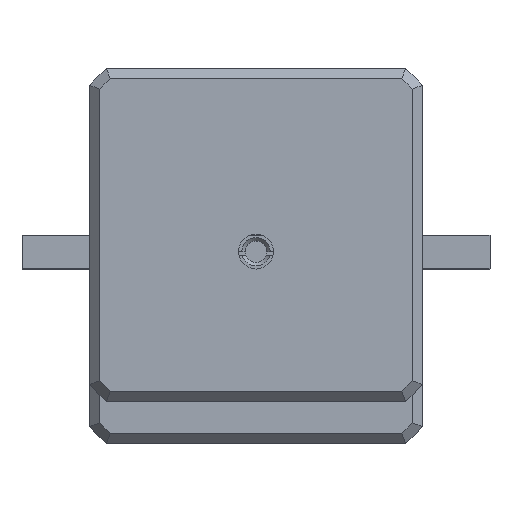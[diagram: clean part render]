
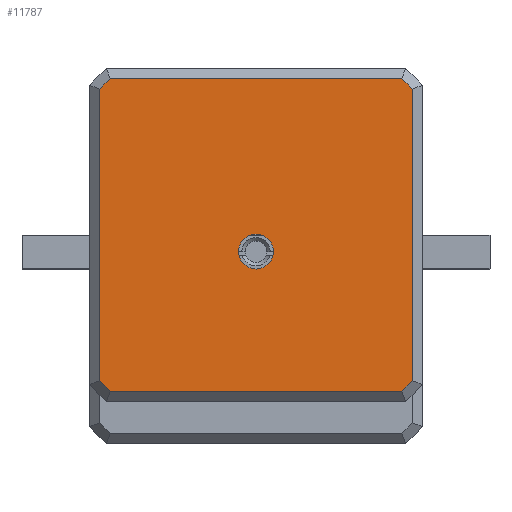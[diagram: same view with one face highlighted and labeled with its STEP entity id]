
A CAD part, top view. The second image highlights one B-rep face of the part: STEP entity #11787.
In plain terms, the highlighted planar face has unit normal (0, 0, 1).
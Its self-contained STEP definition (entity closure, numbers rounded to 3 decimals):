
#320=FACE_BOUND('',#2066,.T.);
#720=PLANE('',#12957);
#1341=FACE_OUTER_BOUND('',#2065,.T.);
#2065=EDGE_LOOP('',(#10847,#10848,#10849,#10850,#10851,#10852,#10853,#10854));
#2066=EDGE_LOOP('',(#10855));
#3207=LINE('',#19536,#4431);
#3211=LINE('',#19545,#4435);
#3213=LINE('',#19550,#4437);
#3219=LINE('',#19563,#4443);
#3221=LINE('',#19566,#4445);
#3224=LINE('',#19570,#4448);
#3225=LINE('',#19572,#4449);
#3228=LINE('',#19576,#4452);
#4431=VECTOR('',#16112,10.);
#4435=VECTOR('',#16118,10.);
#4437=VECTOR('',#16122,10.);
#4443=VECTOR('',#16130,10.);
#4445=VECTOR('',#16134,10.);
#4448=VECTOR('',#16139,10.);
#4449=VECTOR('',#16142,10.);
#4452=VECTOR('',#16147,10.);
#5013=CIRCLE('',#12943,5.25);
#6025=VERTEX_POINT('',#19524);
#6029=VERTEX_POINT('',#19533);
#6030=VERTEX_POINT('',#19535);
#6033=VERTEX_POINT('',#19542);
#6034=VERTEX_POINT('',#19544);
#6035=VERTEX_POINT('',#19548);
#6036=VERTEX_POINT('',#19549);
#6041=VERTEX_POINT('',#19560);
#6042=VERTEX_POINT('',#19562);
#7634=EDGE_CURVE('',#6025,#6025,#5013,.T.);
#7639=EDGE_CURVE('',#6029,#6030,#3207,.T.);
#7643=EDGE_CURVE('',#6033,#6034,#3211,.T.);
#7645=EDGE_CURVE('',#6035,#6036,#3213,.T.);
#7651=EDGE_CURVE('',#6041,#6042,#3219,.T.);
#7653=EDGE_CURVE('',#6036,#6041,#3221,.T.);
#7656=EDGE_CURVE('',#6042,#6033,#3224,.T.);
#7657=EDGE_CURVE('',#6030,#6035,#3225,.T.);
#7660=EDGE_CURVE('',#6034,#6029,#3228,.T.);
#10847=ORIENTED_EDGE('',*,*,#7651,.F.);
#10848=ORIENTED_EDGE('',*,*,#7653,.F.);
#10849=ORIENTED_EDGE('',*,*,#7645,.F.);
#10850=ORIENTED_EDGE('',*,*,#7657,.F.);
#10851=ORIENTED_EDGE('',*,*,#7639,.F.);
#10852=ORIENTED_EDGE('',*,*,#7660,.F.);
#10853=ORIENTED_EDGE('',*,*,#7643,.F.);
#10854=ORIENTED_EDGE('',*,*,#7656,.F.);
#10855=ORIENTED_EDGE('',*,*,#7634,.T.);
#11787=ADVANCED_FACE('',(#1341,#320),#720,.T.);
#12943=AXIS2_PLACEMENT_3D('',#19525,#16103,#16104);
#12957=AXIS2_PLACEMENT_3D('',#19595,#16165,#16166);
#16103=DIRECTION('center_axis',(0.,0.,-1.));
#16104=DIRECTION('ref_axis',(-1.,0.,0.));
#16112=DIRECTION('',(0.,-1.,0.));
#16118=DIRECTION('',(1.,0.,0.));
#16122=DIRECTION('',(-1.,0.,0.));
#16130=DIRECTION('',(0.,1.,0.));
#16134=DIRECTION('',(-0.707,0.707,0.));
#16139=DIRECTION('',(0.707,0.707,0.));
#16142=DIRECTION('',(-0.707,-0.707,0.));
#16147=DIRECTION('',(0.707,-0.707,0.));
#16165=DIRECTION('center_axis',(0.,0.,1.));
#16166=DIRECTION('ref_axis',(0.,1.,0.));
#19524=CARTESIAN_POINT('',(5.25,-15.,92.));
#19525=CARTESIAN_POINT('Origin',(0.,-15.,
92.));
#19533=CARTESIAN_POINT('',(47.,33.757,92.));
#19535=CARTESIAN_POINT('',(47.,-53.757,92.));
#19536=CARTESIAN_POINT('',(47.,-35.,92.));
#19542=CARTESIAN_POINT('',(-43.757,37.,92.));
#19544=CARTESIAN_POINT('',(43.757,37.,92.));
#19545=CARTESIAN_POINT('',(0.,37.,92.));
#19548=CARTESIAN_POINT('',(43.757,-57.,92.));
#19549=CARTESIAN_POINT('',(-43.757,-57.,92.));
#19550=CARTESIAN_POINT('',(0.,-57.,92.));
#19560=CARTESIAN_POINT('',(-47.,-53.757,92.));
#19562=CARTESIAN_POINT('',(-47.,33.757,92.));
#19563=CARTESIAN_POINT('',(-47.,-35.,92.));
#19566=CARTESIAN_POINT('',(-32.879,-67.879,92.));
#19570=CARTESIAN_POINT('',(-57.879,22.879,92.));
#19572=CARTESIAN_POINT('',(32.879,-67.879,92.));
#19576=CARTESIAN_POINT('',(57.879,22.879,92.));
#19595=CARTESIAN_POINT('Origin',(0.,-60.,92.));
